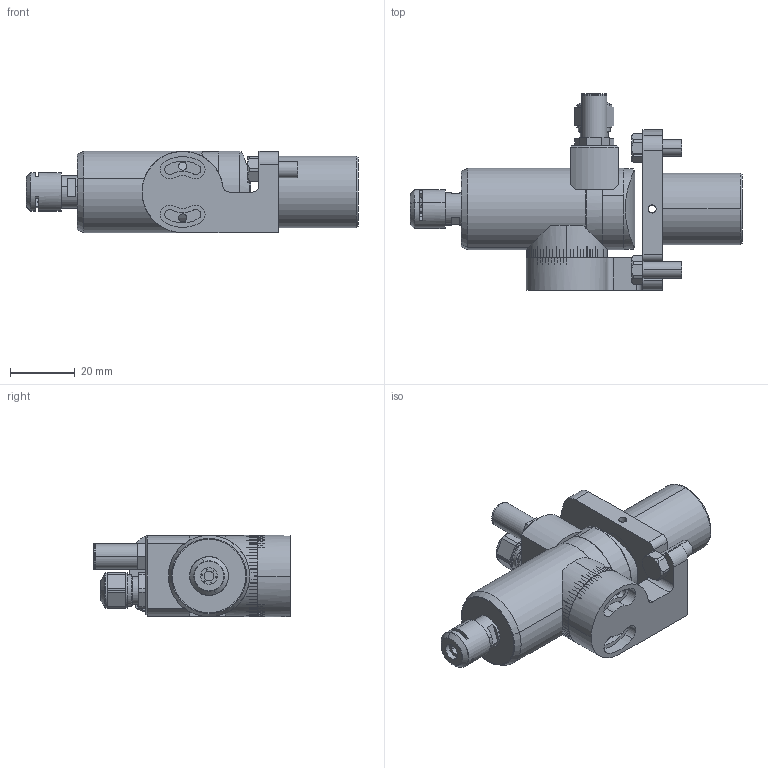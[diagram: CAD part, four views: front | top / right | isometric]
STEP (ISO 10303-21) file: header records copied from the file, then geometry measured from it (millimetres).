
FILE_DESCRIPTION (( 'STEP AP203' ), '1' );
FILE_NAME ('025S060PS-98-.STEP', '2012-04-25T13:32:20', ( 'FM10CAD1' ), ( 'IBAG Switzerland AG' ), 'SwSTEP 2.0', 'SolidWorks 2010', '' );
FILE_SCHEMA (( 'CONFIG_CONTROL_DESIGN' ));
Length unit declared in the file: millimetre
Products named in the file (1): 025S060PS-98-
Bounding box: 102.28 x 60.5 x 25 mm (x, y, z)
Surface area: 19268.8 mm2 (no closed solid volume)
Topology: 0 solids, 23 shells, 285 faces, 1553 edges, 1198 vertices
Faces by surface type: plane 131, cylinder 119, cone 25, torus 10
Entity records: 16156 total; most frequent: CARTESIAN_POINT 3772, DIRECTION 2731, ORIENTED_EDGE 2221, EDGE_CURVE 1553, VERTEX_POINT 1198, AXIS2_PLACEMENT_3D 964, VECTOR 803, LINE 803
